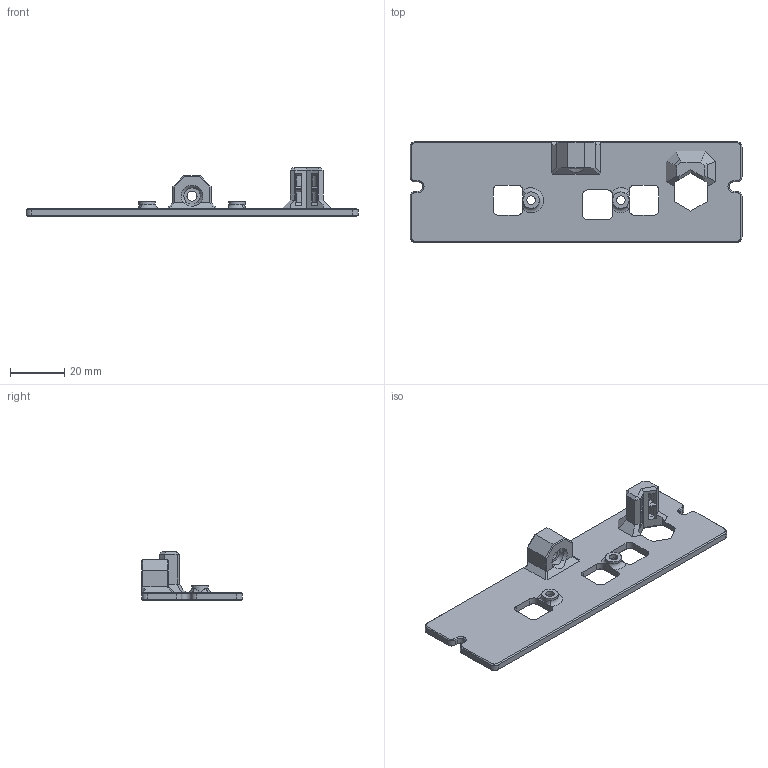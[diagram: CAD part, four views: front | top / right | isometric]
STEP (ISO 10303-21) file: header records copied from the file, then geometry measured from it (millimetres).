
FILE_DESCRIPTION(/* description */ ('','CAx-IF Rec.Pracs.---Representation and Presentation of Product Manufacturing Information (PMI)---4.0---2014-10-13'),/* implementation_level */ '2;1');
FILE_NAME(/* name */ 'gbb15_motor_panel_mount.step',/* time_stamp */ '2025-02-08T09:48:25-06:00',/* author */ (''),/* organization */ (''),/* preprocessor_version */ 'ST-DEVELOPER v20',/* originating_system */ 'Autodesk Translation Framework v13.20.0.188',/* authorisation */ '');
FILE_SCHEMA (('AP242_MANAGED_MODEL_BASED_3D_ENGINEERING_MIM_LF { 1 0 10303 442 1 1 4 }'));
Length unit declared in the file: millimetre
Products named in the file (2): (Unsaved); Component1
Assembly tree (1 placements, depth 2):
  (Unsaved)
    Component1
Bounding box: 122 x 37 x 18 mm (x, y, z)
Volume: 14357.7 mm3; surface area: 10768.9 mm2
Topology: 1 solids, 1 shells, 211 faces, 528 edges, 316 vertices
Faces by surface type: plane 135, cone 35, cylinder 34, bspline 5, torus 2
Full cylindrical faces by diameter (mm): 3.2 x2, 3.7 x1, 4.5 x2, 6 x1, 6.02 x2
Entity records: 6437 total; most frequent: CARTESIAN_POINT 1321, DIRECTION 1056, ORIENTED_EDGE 1048, EDGE_CURVE 524, LINE 382, VECTOR 382, AXIS2_PLACEMENT_3D 337, VERTEX_POINT 316
